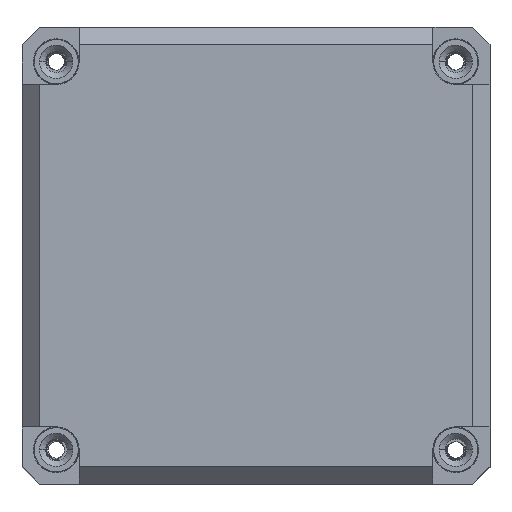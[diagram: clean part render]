
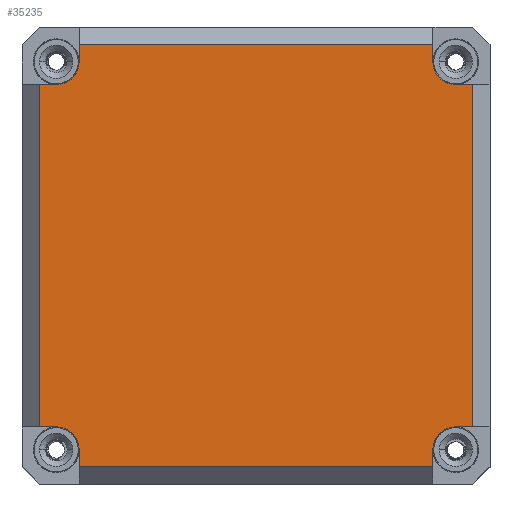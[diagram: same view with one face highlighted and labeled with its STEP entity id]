
A CAD part, top view. The second image highlights one B-rep face of the part: STEP entity #35235.
In plain terms, the highlighted planar face has unit normal (0, 0, 1).
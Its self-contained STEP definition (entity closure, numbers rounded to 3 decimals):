
#30143=DIRECTION('',(0.,1.,0.));
#30144=VECTOR('',#30143,59.948);
#30145=CARTESIAN_POINT('',(38.,-29.974,15.));
#30146=LINE('',#30145,#30144);
#30151=DIRECTION('',(0.,1.,0.));
#30152=VECTOR('',#30151,3.);
#30153=CARTESIAN_POINT('',(-30.974,-37.,15.));
#30154=LINE('',#30153,#30152);
#30155=CARTESIAN_POINT('',(-35.,-34.,15.));
#30156=DIRECTION('',(0.,0.,1.));
#30157=DIRECTION('',(1.,0.,0.));
#30158=AXIS2_PLACEMENT_3D('',#30155,#30156,#30157);
#30160=DIRECTION('',(1.,0.,0.));
#30161=VECTOR('',#30160,3.);
#30162=CARTESIAN_POINT('',(-38.,-29.974,15.));
#30163=LINE('',#30162,#30161);
#30164=DIRECTION('',(1.,0.,0.));
#30165=VECTOR('',#30164,3.);
#30166=CARTESIAN_POINT('',(-38.,29.974,15.));
#30167=LINE('',#30166,#30165);
#30168=CARTESIAN_POINT('',(-35.,34.,15.));
#30169=DIRECTION('',(0.,0.,1.));
#30170=DIRECTION('',(0.,-1.,0.));
#30171=AXIS2_PLACEMENT_3D('',#30168,#30169,#30170);
#30173=DIRECTION('',(0.,-1.,0.));
#30174=VECTOR('',#30173,3.);
#30175=CARTESIAN_POINT('',(-30.974,37.,15.));
#30176=LINE('',#30175,#30174);
#30177=DIRECTION('',(1.,0.,0.));
#30178=VECTOR('',#30177,61.948);
#30179=CARTESIAN_POINT('',(-30.974,37.,15.));
#30180=LINE('',#30179,#30178);
#30181=DIRECTION('',(0.,-1.,0.));
#30182=VECTOR('',#30181,3.);
#30183=CARTESIAN_POINT('',(30.974,37.,15.));
#30184=LINE('',#30183,#30182);
#30185=CARTESIAN_POINT('',(35.,34.,15.));
#30186=DIRECTION('',(0.,0.,1.));
#30187=DIRECTION('',(-1.,0.,0.));
#30188=AXIS2_PLACEMENT_3D('',#30185,#30186,#30187);
#30190=DIRECTION('',(-1.,0.,0.));
#30191=VECTOR('',#30190,3.);
#30192=CARTESIAN_POINT('',(38.,29.974,15.));
#30193=LINE('',#30192,#30191);
#30194=DIRECTION('',(-1.,0.,0.));
#30195=VECTOR('',#30194,3.);
#30196=CARTESIAN_POINT('',(38.,-29.974,15.));
#30197=LINE('',#30196,#30195);
#30198=CARTESIAN_POINT('',(35.,-34.,15.));
#30199=DIRECTION('',(0.,0.,1.));
#30200=DIRECTION('',(0.,1.,0.));
#30201=AXIS2_PLACEMENT_3D('',#30198,#30199,#30200);
#30203=DIRECTION('',(0.,1.,0.));
#30204=VECTOR('',#30203,3.);
#30205=CARTESIAN_POINT('',(30.974,-37.,15.));
#30206=LINE('',#30205,#30204);
#30211=DIRECTION('',(1.,0.,0.));
#30212=VECTOR('',#30211,61.948);
#30213=CARTESIAN_POINT('',(-30.974,-37.,15.));
#30214=LINE('',#30213,#30212);
#30261=DIRECTION('',(0.,-1.,0.));
#30262=VECTOR('',#30261,59.948);
#30263=CARTESIAN_POINT('',(-38.,29.974,15.));
#30264=LINE('',#30263,#30262);
#33603=CARTESIAN_POINT('',(30.974,37.,15.));
#33604=CARTESIAN_POINT('',(30.974,34.,15.));
#33605=VERTEX_POINT('',#33603);
#33606=VERTEX_POINT('',#33604);
#33607=CARTESIAN_POINT('',(35.,29.974,15.));
#33608=VERTEX_POINT('',#33607);
#33609=CARTESIAN_POINT('',(38.,29.974,15.));
#33610=VERTEX_POINT('',#33609);
#33611=CARTESIAN_POINT('',(-35.,29.974,15.));
#33612=CARTESIAN_POINT('',(-30.974,34.,15.));
#33613=VERTEX_POINT('',#33611);
#33614=VERTEX_POINT('',#33612);
#33615=CARTESIAN_POINT('',(-30.974,37.,15.));
#33616=VERTEX_POINT('',#33615);
#33617=CARTESIAN_POINT('',(-38.,29.974,15.));
#33618=VERTEX_POINT('',#33617);
#33619=CARTESIAN_POINT('',(38.,-29.974,15.));
#33620=CARTESIAN_POINT('',(35.,-29.974,15.));
#33621=VERTEX_POINT('',#33619);
#33622=VERTEX_POINT('',#33620);
#33623=CARTESIAN_POINT('',(30.974,-34.,15.));
#33624=VERTEX_POINT('',#33623);
#33625=CARTESIAN_POINT('',(30.974,-37.,15.));
#33626=VERTEX_POINT('',#33625);
#33627=CARTESIAN_POINT('',(-38.,-29.974,15.));
#33628=CARTESIAN_POINT('',(-35.,-29.974,15.));
#33629=VERTEX_POINT('',#33627);
#33630=VERTEX_POINT('',#33628);
#33631=CARTESIAN_POINT('',(-30.974,-37.,15.));
#33632=CARTESIAN_POINT('',(-30.974,-34.,15.));
#33633=VERTEX_POINT('',#33631);
#33634=VERTEX_POINT('',#33632);
#35202=CARTESIAN_POINT('',(0.,0.,15.));
#35203=DIRECTION('',(0.,0.,1.));
#35204=DIRECTION('',(1.,0.,0.));
#35205=AXIS2_PLACEMENT_3D('',#35202,#35203,#35204);
#35206=PLANE('',#35205);
#35208=ORIENTED_EDGE('',*,*,#35207,.F.);
#35210=ORIENTED_EDGE('',*,*,#35209,.T.);
#35211=ORIENTED_EDGE('',*,*,#34919,.T.);
#35213=ORIENTED_EDGE('',*,*,#35212,.F.);
#35215=ORIENTED_EDGE('',*,*,#35214,.F.);
#35217=ORIENTED_EDGE('',*,*,#35216,.T.);
#35218=ORIENTED_EDGE('',*,*,#35064,.T.);
#35219=ORIENTED_EDGE('',*,*,#35107,.F.);
#35220=ORIENTED_EDGE('',*,*,#35122,.T.);
#35222=ORIENTED_EDGE('',*,*,#35221,.T.);
#35224=ORIENTED_EDGE('',*,*,#35223,.T.);
#35225=ORIENTED_EDGE('',*,*,#35195,.F.);
#35226=ORIENTED_EDGE('',*,*,#35183,.F.);
#35228=ORIENTED_EDGE('',*,*,#35227,.T.);
#35230=ORIENTED_EDGE('',*,*,#35229,.T.);
#35232=ORIENTED_EDGE('',*,*,#35231,.F.);
#35233=EDGE_LOOP('',(#35208,#35210,#35211,#35213,#35215,#35217,#35218,#35219,
#35220,#35222,#35224,#35225,#35226,#35228,#35230,#35232));
#35234=FACE_OUTER_BOUND('',#35233,.F.);
#35235=ADVANCED_FACE('',(#35234),#35206,.T.);
#30159=CIRCLE('',#30158,4.026);
#30172=CIRCLE('',#30171,4.026);
#30189=CIRCLE('',#30188,4.026);
#30202=CIRCLE('',#30201,4.026);
#34919=EDGE_CURVE('',#33634,#33630,#30159,.T.);
#35064=EDGE_CURVE('',#33613,#33614,#30172,.T.);
#35107=EDGE_CURVE('',#33616,#33614,#30176,.T.);
#35122=EDGE_CURVE('',#33616,#33605,#30180,.T.);
#35183=EDGE_CURVE('',#33621,#33610,#30146,.T.);
#35195=EDGE_CURVE('',#33610,#33608,#30193,.T.);
#35207=EDGE_CURVE('',#33633,#33626,#30214,.T.);
#35209=EDGE_CURVE('',#33633,#33634,#30154,.T.);
#35212=EDGE_CURVE('',#33629,#33630,#30163,.T.);
#35214=EDGE_CURVE('',#33618,#33629,#30264,.T.);
#35216=EDGE_CURVE('',#33618,#33613,#30167,.T.);
#35221=EDGE_CURVE('',#33605,#33606,#30184,.T.);
#35223=EDGE_CURVE('',#33606,#33608,#30189,.T.);
#35227=EDGE_CURVE('',#33621,#33622,#30197,.T.);
#35229=EDGE_CURVE('',#33622,#33624,#30202,.T.);
#35231=EDGE_CURVE('',#33626,#33624,#30206,.T.);
